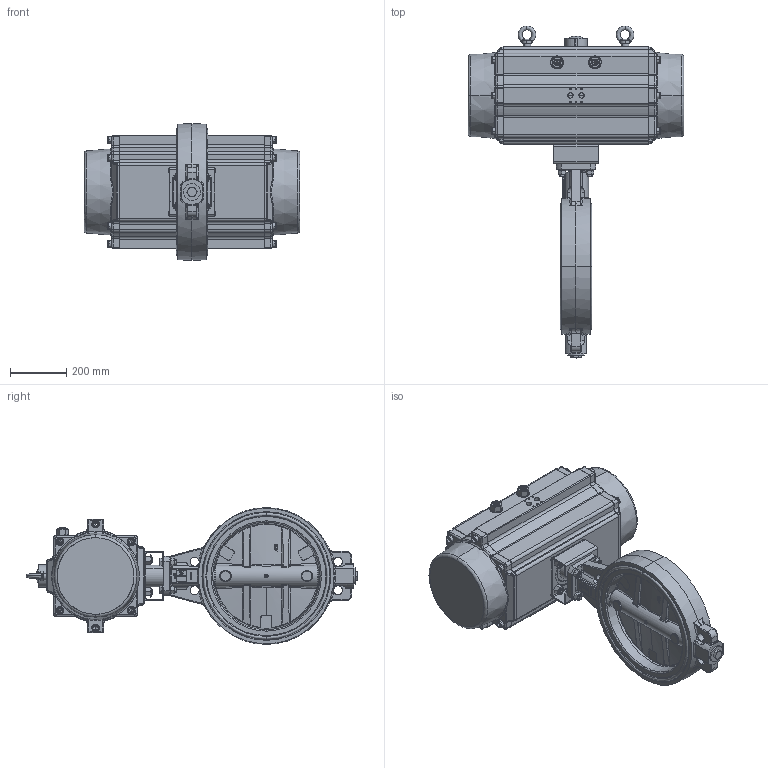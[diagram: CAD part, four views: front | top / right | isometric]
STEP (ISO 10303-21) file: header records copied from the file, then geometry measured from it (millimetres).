
FILE_DESCRIPTION (( 'STEP AP203' ), '1' );
FILE_NAME ('AK01_DN400_pneu._GS.STEP', '2022-11-03T14:58:30', ( '' ), ( '' ), 'SwSTEP 2.0', 'SolidWorks 2021', '' );
FILE_SCHEMA (( 'CONFIG_CONTROL_DESIGN' ));
Products named in the file (1): AK01_DN400_pneu._GS
Bounding box: 769 x 1184 x 488 mm (x, y, z)
Surface area: 2485139.2 mm2 (no closed solid volume)
Topology: 0 solids, 694 shells, 1390 faces, 5563 edges, 4751 vertices
Faces by surface type: plane 399, cylinder 367, torus 219, bspline 196, cone 161, sphere 48
Entity records: 111676 total; most frequent: CARTESIAN_POINT 69282, DIRECTION 8203, ORIENTED_EDGE 6982, EDGE_CURVE 5504, VERTEX_POINT 4751, AXIS2_PLACEMENT_3D 3140, CIRCLE 1945, VECTOR 1923
